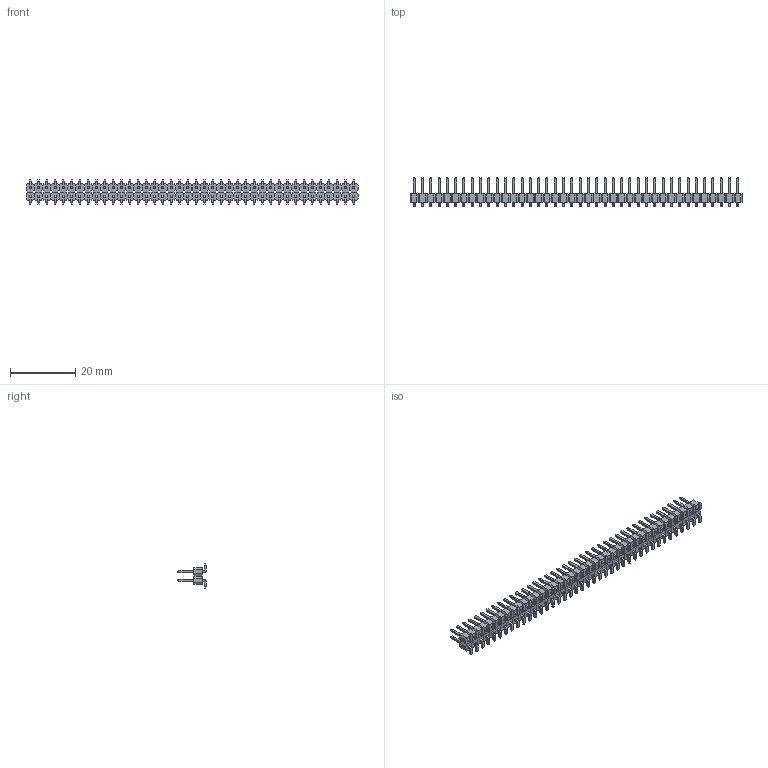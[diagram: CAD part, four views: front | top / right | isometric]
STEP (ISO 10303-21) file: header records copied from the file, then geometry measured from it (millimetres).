
FILE_DESCRIPTION(/* description */ (''),/* implementation_level */ '2;1');
FILE_NAME(/* name */ 'Header SMD 2x40.step',/* time_stamp */ '2019-04-08T11:01:37+02:00',/* author */ (''),/* organization */ (''),/* preprocessor_version */ 'ST-DEVELOPER v17.2',/* originating_system */ 'Autodesk Translation Framework v7.6.0.251',/* authorisation */ '');
FILE_SCHEMA (('AUTOMOTIVE_DESIGN { 1 0 10303 214 3 1 1 }'));
Length unit declared in the file: millimetre
Products named in the file (2): (Nicht gespeichert); User Library-4pin header SMD 2,54mm_header SMD 2,54mm
Assembly tree (80 placements, depth 2):
  (Nicht gespeichert)
    User Library-4pin header SMD 2,54mm_header SMD 2,54mm  x80
Bounding box: 101.6 x 8.82 x 7.39 mm (x, y, z)
Volume: 1536.8 mm3; surface area: 4949.4 mm2
Topology: 160 solids, 160 shells, 2240 faces, 5120 edges, 3200 vertices
Faces by surface type: plane 2080, cylinder 160
Entity records: 1501 total; most frequent: DIRECTION 288, CARTESIAN_POINT 214, ORIENTED_EDGE 128, AXIS2_PLACEMENT_3D 114, PRODUCT_DEFINITION_SHAPE 82, ITEM_DEFINED_TRANSFORMATION 80, CONTEXT_DEPENDENT_SHAPE_REPRESENTATION 80, NEXT_ASSEMBLY_USAGE_OCCURRENCE 80
